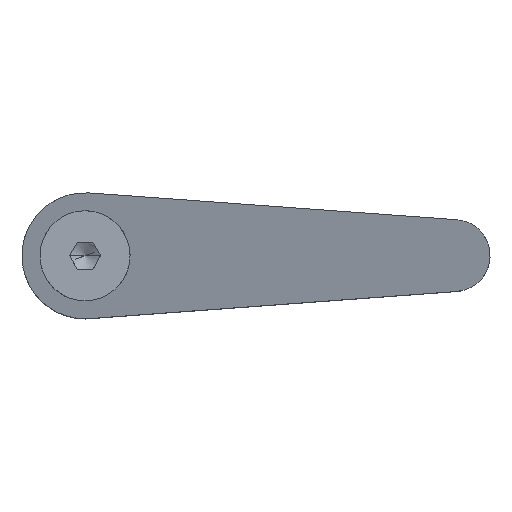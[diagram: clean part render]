
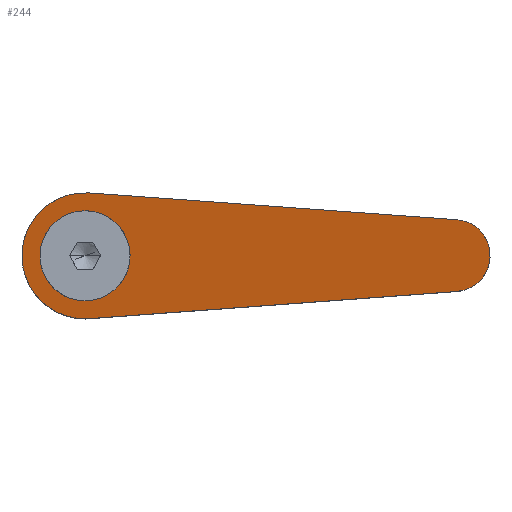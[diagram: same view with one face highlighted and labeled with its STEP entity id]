
A CAD part, top view. The second image highlights one B-rep face of the part: STEP entity #244.
In plain terms, the highlighted planar face has unit normal (-0.28, 0, 0.96).
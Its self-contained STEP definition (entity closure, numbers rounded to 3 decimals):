
#244=ADVANCED_FACE('',(#600,#601),#602,.F.);
#250=EDGE_CURVE('',#464,#304,#609,.T.);
#268=EDGE_CURVE('',#428,#452,#630,.T.);
#280=EDGE_CURVE('',#288,#486,#644,.T.);
#288=VERTEX_POINT('',#653);
#290=VERTEX_POINT('',#655);
#304=VERTEX_POINT('',#669);
#334=EDGE_CURVE('',#446,#428,#700,.T.);
#380=EDGE_CURVE('',#304,#446,#751,.T.);
#388=EDGE_CURVE('',#452,#464,#759,.T.);
#428=VERTEX_POINT('',#808);
#434=EDGE_CURVE('',#290,#288,#814,.T.);
#446=VERTEX_POINT('',#826);
#452=VERTEX_POINT('',#832);
#464=VERTEX_POINT('',#845);
#470=EDGE_CURVE('',#486,#290,#852,.T.);
#486=VERTEX_POINT('',#870);
#600=FACE_OUTER_BOUND('',#1003,.T.);
#601=FACE_BOUND('',#1004,.T.);
#602=PLANE('',#1005);
#609=LINE('',#1023,#1024);
#630=ELLIPSE('',#1052,7.293,7.0);
#644=ELLIPSE('',#1067,5.209,5.0);
#653=CARTESIAN_POINT('',(-1.548,-4.754,34.092));
#655=CARTESIAN_POINT('',(0.,5.0,34.545));
#669=CARTESIAN_POINT('',(41.293,-3.989,46.606));
#700=LINE('',#1168,#1169);
#751=ELLIPSE('',#1236,4.167,4.);
#759=ELLIPSE('',#1246,7.293,7.0);
#808=CARTESIAN_POINT('',(0.512,6.981,34.694));
#814=ELLIPSE('',#1315,5.209,5.0);
#826=CARTESIAN_POINT('',(41.293,3.989,46.606));
#832=CARTESIAN_POINT('',(-7.,0.,32.5));
#845=CARTESIAN_POINT('',(0.512,-6.981,34.694));
#852=ELLIPSE('',#1373,5.209,5.0);
#870=CARTESIAN_POINT('',(0.,-5.0,34.545));
#1003=EDGE_LOOP('',(#1551,#1552,#1553,#1554,#1555));
#1004=EDGE_LOOP('',(#1556,#1557,#1558));
#1005=AXIS2_PLACEMENT_3D('',#1559,#1560,#1561);
#1023=CARTESIAN_POINT('',(44.068,-3.786,47.417));
#1024=VECTOR('',#1570,1.0);
#1052=AXIS2_PLACEMENT_3D('',#1590,#1591,#1592);
#1067=AXIS2_PLACEMENT_3D('',#1610,#1611,#1612);
#1168=CARTESIAN_POINT('',(25.273,5.165,41.927));
#1169=VECTOR('',#1653,1.0);
#1236=AXIS2_PLACEMENT_3D('',#1712,#1713,#1714);
#1246=AXIS2_PLACEMENT_3D('',#1718,#1719,#1720);
#1315=AXIS2_PLACEMENT_3D('',#1815,#1816,#1817);
#1373=AXIS2_PLACEMENT_3D('',#1848,#1849,#1850);
#1551=ORIENTED_EDGE('',*,*,#268,.T.);
#1552=ORIENTED_EDGE('',*,*,#388,.T.);
#1553=ORIENTED_EDGE('',*,*,#250,.T.);
#1554=ORIENTED_EDGE('',*,*,#380,.T.);
#1555=ORIENTED_EDGE('',*,*,#334,.T.);
#1556=ORIENTED_EDGE('',*,*,#280,.F.);
#1557=ORIENTED_EDGE('',*,*,#434,.F.);
#1558=ORIENTED_EDGE('',*,*,#470,.F.);
#1559=CARTESIAN_POINT('',(19.395,0.,40.21));
#1560=DIRECTION('',(0.28,0.,-0.96));
#1561=DIRECTION('',(0.269,0.96,0.079));
#1570=DIRECTION('',(0.958,0.07,0.28));
#1590=CARTESIAN_POINT('',(0.,0.,34.545));
#1591=DIRECTION('',(-0.28,0.,0.96));
#1592=DIRECTION('',(-0.96,0.,-0.28));
#1610=CARTESIAN_POINT('',(0.0,0.0,34.545));
#1611=DIRECTION('',(-0.28,0.,0.96));
#1612=DIRECTION('',(-0.96,0.0,-0.28));
#1653=DIRECTION('',(-0.958,0.07,-0.28));
#1712=CARTESIAN_POINT('',(41.0,0.0,46.521));
#1713=DIRECTION('',(-0.28,0.,0.96));
#1714=DIRECTION('',(0.96,0.,0.28));
#1718=CARTESIAN_POINT('',(0.,0.,34.545));
#1719=DIRECTION('',(-0.28,0.,0.96));
#1720=DIRECTION('',(-0.96,0.,-0.28));
#1815=CARTESIAN_POINT('',(0.0,0.0,34.545));
#1816=DIRECTION('',(-0.28,0.,0.96));
#1817=DIRECTION('',(-0.96,0.0,-0.28));
#1848=CARTESIAN_POINT('',(0.0,0.0,34.545));
#1849=DIRECTION('',(-0.28,0.,0.96));
#1850=DIRECTION('',(-0.96,0.0,-0.28));
